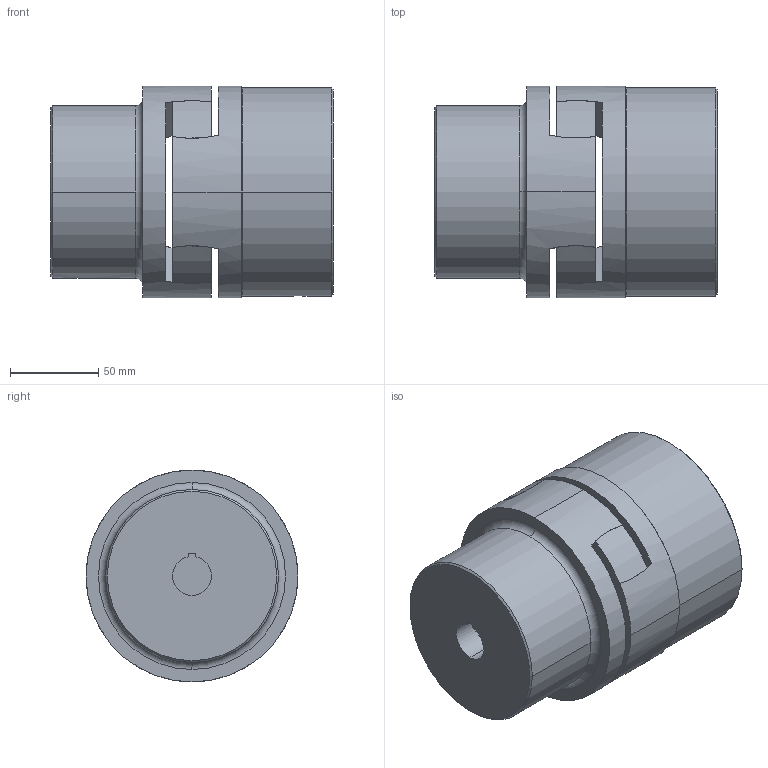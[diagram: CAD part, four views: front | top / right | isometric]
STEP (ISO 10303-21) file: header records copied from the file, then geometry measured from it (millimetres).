
FILE_DESCRIPTION(('STEP AP214'),'1');
FILE_NAME('g55_70_a_b_22_60.stp','2017-10-10T12:20:11',('TraceParts'),('TraceParts S.A.'),'Spatial InterOp 3D',' ',' ');
FILE_SCHEMA(('automotive_design'));
Length unit declared in the file: millimetre
Products named in the file (3): g55_70_a_b_22_60_1; g55_70_a_b_22_60_2; g55_70_a_b_22_60_3
Bounding box: 160 x 120 x 120 mm (x, y, z)
Volume: 1311600.6 mm3; surface area: 138686.9 mm2
Topology: 3 solids, 3 shells, 73 faces, 216 edges, 138 vertices
Faces by surface type: cylinder 36, plane 15, sphere 14, torus 4, cone 4
Entity records: 3109 total; most frequent: CARTESIAN_POINT 1150, DIRECTION 410, ORIENTED_EDGE 408, EDGE_CURVE 204, AXIS2_PLACEMENT_3D 174, VERTEX_POINT 138, CIRCLE 98, EDGE_LOOP 82
